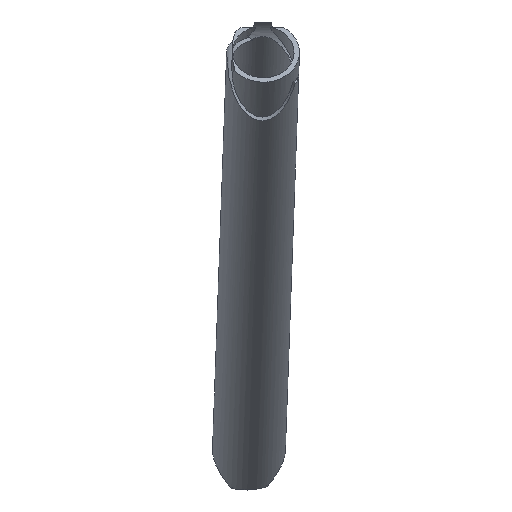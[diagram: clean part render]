
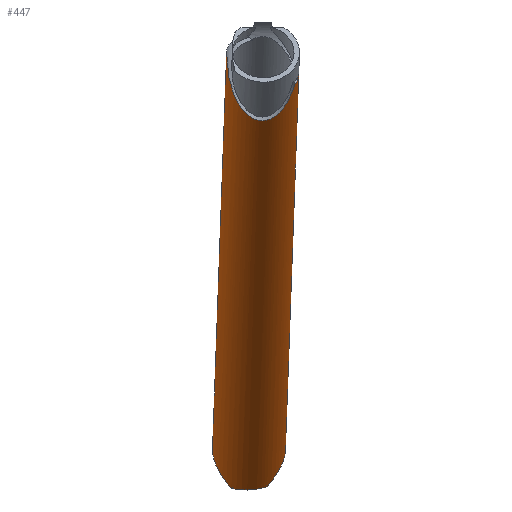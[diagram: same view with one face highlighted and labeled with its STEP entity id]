
A CAD part, top view. The second image highlights one B-rep face of the part: STEP entity #447.
In plain terms, the highlighted cylindrical face has radius 10 mm (diameter 20 mm), a partial arc.
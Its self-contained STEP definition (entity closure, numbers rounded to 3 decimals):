
#104=CARTESIAN_POINT('Vertex',(-2280.369,185.265,-53.119)) ;
#175=CARTESIAN_POINT('Vertex',(-2290.203,184.762,-53.482)) ;
#179=CARTESIAN_POINT('Control Point',(-2290.203,184.762,-53.482)) ;
#180=CARTESIAN_POINT('Control Point',(-2290.927,185.564,-53.002)) ;
#181=CARTESIAN_POINT('Control Point',(-2291.65,186.422,-52.618)) ;
#182=CARTESIAN_POINT('Control Point',(-2292.342,187.344,-52.323)) ;
#183=CARTESIAN_POINT('Control Point',(-2293.741,189.469,-51.922)) ;
#184=CARTESIAN_POINT('Control Point',(-2294.792,191.82,-52.13)) ;
#185=CARTESIAN_POINT('Control Point',(-2295.215,193.136,-52.452)) ;
#186=CARTESIAN_POINT('Control Point',(-2295.405,194.407,-53.031)) ;
#187=CARTESIAN_POINT('Control Point',(-2295.364,195.542,-53.799)) ;
#188=CARTESIAN_POINT('Vertex',(-2295.364,195.542,-53.799)) ;
#212=CARTESIAN_POINT('Vertex',(-2275.367,195.121,-53.37)) ;
#216=CARTESIAN_POINT('Control Point',(-2280.369,185.265,-53.119)) ;
#217=CARTESIAN_POINT('Control Point',(-2279.756,185.937,-52.759)) ;
#218=CARTESIAN_POINT('Control Point',(-2279.15,186.648,-52.46)) ;
#219=CARTESIAN_POINT('Control Point',(-2278.566,187.401,-52.224)) ;
#220=CARTESIAN_POINT('Control Point',(-2277.24,189.298,-51.832)) ;
#221=CARTESIAN_POINT('Control Point',(-2276.177,191.402,-51.92)) ;
#222=CARTESIAN_POINT('Control Point',(-2275.683,192.688,-52.167)) ;
#223=CARTESIAN_POINT('Control Point',(-2275.408,193.962,-52.668)) ;
#224=CARTESIAN_POINT('Control Point',(-2275.367,195.121,-53.37)) ;
#291=CARTESIAN_POINT('Vertex',(-2271.698,298.317,99.355)) ;
#294=CARTESIAN_POINT('Line Origine',(-2273.536,246.596,22.811)) ;
#299=CARTESIAN_POINT('Line Origine',(-2293.524,247.307,22.811)) ;
#303=CARTESIAN_POINT('Vertex',(-2291.491,304.482,107.428)) ;
#344=CARTESIAN_POINT('Axis2P3D Location',(-2283.53,246.951,22.811)) ;
#350=CARTESIAN_POINT('Control Point',(-2291.493,304.375,107.621)) ;
#351=CARTESIAN_POINT('Control Point',(-2291.493,304.342,107.679)) ;
#352=CARTESIAN_POINT('Control Point',(-2291.492,304.314,107.74)) ;
#353=CARTESIAN_POINT('Control Point',(-2291.491,304.288,107.802)) ;
#354=CARTESIAN_POINT('Control Point',(-2291.49,304.257,107.861)) ;
#355=CARTESIAN_POINT('Vertex',(-2291.493,304.375,107.621)) ;
#357=CARTESIAN_POINT('Vertex',(-2291.49,304.257,107.861)) ;
#361=CARTESIAN_POINT('Control Point',(-2291.493,304.375,107.621)) ;
#362=CARTESIAN_POINT('Control Point',(-2291.493,304.411,107.557)) ;
#363=CARTESIAN_POINT('Control Point',(-2291.492,304.447,107.493)) ;
#364=CARTESIAN_POINT('Control Point',(-2291.491,304.482,107.428)) ;
#367=CARTESIAN_POINT('Control Point',(-2290.203,184.762,-53.482)) ;
#368=CARTESIAN_POINT('Control Point',(-2288.46,184.368,-52.41)) ;
#369=CARTESIAN_POINT('Control Point',(-2286.417,184.143,-51.761)) ;
#370=CARTESIAN_POINT('Control Point',(-2284.186,184.223,-51.689)) ;
#371=CARTESIAN_POINT('Control Point',(-2282.127,184.616,-52.209)) ;
#372=CARTESIAN_POINT('Control Point',(-2280.369,185.265,-53.119)) ;
#375=CARTESIAN_POINT('Control Point',(-2272.549,295.604,102.105)) ;
#376=CARTESIAN_POINT('Control Point',(-2272.173,296.115,101.332)) ;
#377=CARTESIAN_POINT('Control Point',(-2271.888,296.742,100.59)) ;
#378=CARTESIAN_POINT('Control Point',(-2271.727,297.49,99.918)) ;
#379=CARTESIAN_POINT('Control Point',(-2271.698,298.317,99.355)) ;
#380=CARTESIAN_POINT('Vertex',(-2272.549,295.604,102.105)) ;
#384=CARTESIAN_POINT('Control Point',(-2272.549,295.604,102.105)) ;
#385=CARTESIAN_POINT('Control Point',(-2272.593,295.648,102.365)) ;
#386=CARTESIAN_POINT('Control Point',(-2272.639,295.694,102.625)) ;
#387=CARTESIAN_POINT('Control Point',(-2272.686,295.741,102.884)) ;
#388=CARTESIAN_POINT('Vertex',(-2272.686,295.741,102.884)) ;
#392=CARTESIAN_POINT('Control Point',(-2291.493,303.815,107.621)) ;
#393=CARTESIAN_POINT('Control Point',(-2291.493,303.622,107.521)) ;
#394=CARTESIAN_POINT('Control Point',(-2291.492,303.43,107.419)) ;
#395=CARTESIAN_POINT('Control Point',(-2291.489,303.238,107.318)) ;
#396=CARTESIAN_POINT('Control Point',(-2291.481,302.855,107.114)) ;
#397=CARTESIAN_POINT('Control Point',(-2291.468,302.471,106.911)) ;
#398=CARTESIAN_POINT('Control Point',(-2291.461,302.28,106.809)) ;
#399=CARTESIAN_POINT('Control Point',(-2291.424,301.514,106.401)) ;
#400=CARTESIAN_POINT('Control Point',(-2291.367,300.749,105.993)) ;
#401=CARTESIAN_POINT('Control Point',(-2291.312,300.176,105.688)) ;
#402=CARTESIAN_POINT('Control Point',(-2291.064,298.077,104.567)) ;
#403=CARTESIAN_POINT('Control Point',(-2290.645,295.999,103.452)) ;
#404=CARTESIAN_POINT('Control Point',(-2290.245,294.52,102.657)) ;
#405=CARTESIAN_POINT('Control Point',(-2289.374,292.028,101.312)) ;
#406=CARTESIAN_POINT('Control Point',(-2288.079,289.694,100.04)) ;
#407=CARTESIAN_POINT('Control Point',(-2287.467,288.778,99.538)) ;
#408=CARTESIAN_POINT('Control Point',(-2286.336,287.413,98.786)) ;
#409=CARTESIAN_POINT('Control Point',(-2284.873,286.344,98.183)) ;
#410=CARTESIAN_POINT('Control Point',(-2284.288,286.003,97.987)) ;
#411=CARTESIAN_POINT('Control Point',(-2283.232,285.57,97.732)) ;
#412=CARTESIAN_POINT('Control Point',(-2282.087,285.416,97.623)) ;
#413=CARTESIAN_POINT('Control Point',(-2281.623,285.405,97.606)) ;
#414=CARTESIAN_POINT('Control Point',(-2280.537,285.501,97.631)) ;
#415=CARTESIAN_POINT('Control Point',(-2279.511,285.852,97.793)) ;
#416=CARTESIAN_POINT('Control Point',(-2278.957,286.126,97.925)) ;
#417=CARTESIAN_POINT('Control Point',(-2277.401,287.101,98.406)) ;
#418=CARTESIAN_POINT('Control Point',(-2276.18,288.424,99.079)) ;
#419=CARTESIAN_POINT('Control Point',(-2275.486,289.371,99.566)) ;
#420=CARTESIAN_POINT('Control Point',(-2274.389,291.181,100.502)) ;
#421=CARTESIAN_POINT('Control Point',(-2273.555,293.094,101.498)) ;
#422=CARTESIAN_POINT('Control Point',(-2273.226,293.967,101.954)) ;
#423=CARTESIAN_POINT('Control Point',(-2272.938,294.85,102.416)) ;
#424=CARTESIAN_POINT('Control Point',(-2272.686,295.741,102.884)) ;
#425=CARTESIAN_POINT('Vertex',(-2291.493,303.815,107.621)) ;
#429=CARTESIAN_POINT('Control Point',(-2291.493,303.815,107.621)) ;
#430=CARTESIAN_POINT('Control Point',(-2291.493,303.963,107.698)) ;
#431=CARTESIAN_POINT('Control Point',(-2291.492,304.109,107.783)) ;
#432=CARTESIAN_POINT('Control Point',(-2291.49,304.257,107.861)) ;
#295=DIRECTION('Vector Direction',(-0.02,-0.56,-0.828)) ;
#300=DIRECTION('Vector Direction',(-0.02,-0.56,-0.828)) ;
#345=DIRECTION('Axis2P3D Direction',(-0.02,-0.56,-0.828)) ;
#346=DIRECTION('Axis2P3D XDirection',(0.999,-0.036,0.)) ;
#347=AXIS2_PLACEMENT_3D('Cylinder Axis2P3D',#344,#345,#346) ;
#435=ORIENTED_EDGE('',*,*,#359,.F.) ;
#436=ORIENTED_EDGE('',*,*,#365,.T.) ;
#437=ORIENTED_EDGE('',*,*,#305,.T.) ;
#438=ORIENTED_EDGE('',*,*,#190,.F.) ;
#439=ORIENTED_EDGE('',*,*,#373,.T.) ;
#440=ORIENTED_EDGE('',*,*,#225,.T.) ;
#441=ORIENTED_EDGE('',*,*,#298,.F.) ;
#442=ORIENTED_EDGE('',*,*,#382,.F.) ;
#443=ORIENTED_EDGE('',*,*,#390,.T.) ;
#444=ORIENTED_EDGE('',*,*,#427,.F.) ;
#445=ORIENTED_EDGE('',*,*,#433,.T.) ;
#296=VECTOR('Line Direction',#295,1.) ;
#301=VECTOR('Line Direction',#300,1.) ;
#447=ADVANCED_FACE('Corps principal',(#446),#348,.T.) ;
#178=B_SPLINE_CURVE_WITH_KNOTS('',5,(#179,#180,#181,#182,#183,#184,#185,#186,#187),.UNSPECIFIED.,.F.,.U.,(6,3,6),(7.245,15.601,25.297),.UNSPECIFIED.) ;
#215=B_SPLINE_CURVE_WITH_KNOTS('',5,(#216,#217,#218,#219,#220,#221,#222,#223,#224),.UNSPECIFIED.,.F.,.U.,(6,3,6),(8.613,15.528,25.119),.UNSPECIFIED.) ;
#349=B_SPLINE_CURVE_WITH_KNOTS('',4,(#350,#351,#352,#353,#354),.UNSPECIFIED.,.F.,.U.,(5,5),(0.,0.378),.UNSPECIFIED.) ;
#360=B_SPLINE_CURVE_WITH_KNOTS('',3,(#361,#362,#363,#364),.UNSPECIFIED.,.F.,.U.,(4,4),(0.,0.312),.UNSPECIFIED.) ;
#366=B_SPLINE_CURVE_WITH_KNOTS('',5,(#367,#368,#369,#370,#371,#372),.UNSPECIFIED.,.F.,.U.,(6,6),(11.094,25.83),.UNSPECIFIED.) ;
#374=B_SPLINE_CURVE_WITH_KNOTS('',4,(#375,#376,#377,#378,#379),.UNSPECIFIED.,.F.,.U.,(5,5),(9.954,15.611),.UNSPECIFIED.) ;
#383=B_SPLINE_CURVE_WITH_KNOTS('',3,(#384,#385,#386,#387),.UNSPECIFIED.,.F.,.U.,(4,4),(6.762,7.898),.UNSPECIFIED.) ;
#391=B_SPLINE_CURVE_WITH_KNOTS('',5,(#392,#393,#394,#395,#396,#397,#398,#399,#400,#401,#402,#403,#404,#405,#406,#407,#408,#409,#410,#411,#412,#413,#414,#415,#416,#417,#418,#419,#420,#421,#422,#423,#424),.UNSPECIFIED.,.F.,.U.,(6,3,3,3,3,3,3,3,3,3,6),(0.,1.536,3.071,7.677,19.984,28.542,33.436,36.693,41.095,50.059,57.421),.UNSPECIFIED.) ;
#428=B_SPLINE_CURVE_WITH_KNOTS('',3,(#429,#430,#431,#432),.UNSPECIFIED.,.F.,.U.,(4,4),(0.,0.712),.UNSPECIFIED.) ;
#348=CYLINDRICAL_SURFACE('generated cylinder',#347,10.) ;
#190=EDGE_CURVE('',#176,#189,#178,.T.) ;
#225=EDGE_CURVE('',#105,#213,#215,.T.) ;
#298=EDGE_CURVE('',#292,#213,#297,.T.) ;
#305=EDGE_CURVE('',#304,#189,#302,.T.) ;
#359=EDGE_CURVE('',#356,#358,#349,.T.) ;
#365=EDGE_CURVE('',#356,#304,#360,.T.) ;
#373=EDGE_CURVE('',#176,#105,#366,.T.) ;
#382=EDGE_CURVE('',#381,#292,#374,.T.) ;
#390=EDGE_CURVE('',#381,#389,#383,.T.) ;
#427=EDGE_CURVE('',#426,#389,#391,.T.) ;
#433=EDGE_CURVE('',#426,#358,#428,.T.) ;
#434=EDGE_LOOP('',(#435,#436,#437,#438,#439,#440,#441,#442,#443,#444,#445)) ;
#446=FACE_OUTER_BOUND('',#434,.T.) ;
#297=LINE('Line',#294,#296) ;
#302=LINE('Line',#299,#301) ;
#105=VERTEX_POINT('',#104) ;
#176=VERTEX_POINT('',#175) ;
#189=VERTEX_POINT('',#188) ;
#213=VERTEX_POINT('',#212) ;
#292=VERTEX_POINT('',#291) ;
#304=VERTEX_POINT('',#303) ;
#356=VERTEX_POINT('',#355) ;
#358=VERTEX_POINT('',#357) ;
#381=VERTEX_POINT('',#380) ;
#389=VERTEX_POINT('',#388) ;
#426=VERTEX_POINT('',#425) ;
